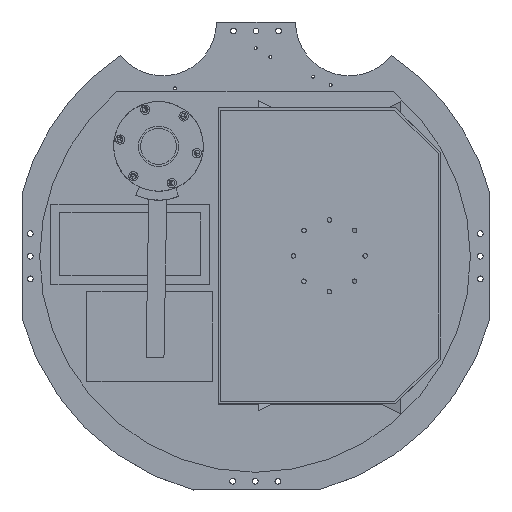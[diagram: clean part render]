
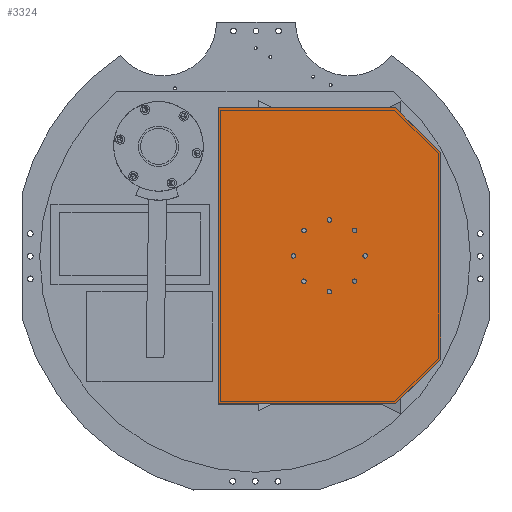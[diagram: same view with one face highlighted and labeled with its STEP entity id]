
A CAD part, top view. The second image highlights one B-rep face of the part: STEP entity #3324.
In plain terms, the highlighted face is planar.
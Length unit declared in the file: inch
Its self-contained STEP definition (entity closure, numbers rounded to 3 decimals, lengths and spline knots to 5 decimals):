
#862=FACE_BOUND('',#5295,.T.);
#863=FACE_BOUND('',#5296,.T.);
#864=FACE_BOUND('',#5297,.T.);
#865=FACE_BOUND('',#5298,.T.);
#866=FACE_BOUND('',#5299,.T.);
#867=FACE_BOUND('',#5300,.T.);
#868=FACE_BOUND('',#5301,.T.);
#869=FACE_BOUND('',#5302,.T.);
#870=FACE_BOUND('',#5303,.T.);
#1923=CIRCLE('',#15753,0.0625);
#1924=CIRCLE('',#15754,0.0625);
#1925=CIRCLE('',#15755,0.0625);
#1926=CIRCLE('',#15756,0.0625);
#1927=CIRCLE('',#15757,0.0625);
#1928=CIRCLE('',#15758,0.0625);
#1929=CIRCLE('',#15759,0.0625);
#1930=CIRCLE('',#15760,0.0625);
#3324=ADVANCED_FACE('',(#862,#863,#864,#865,#866,#867,#868,#869,#870),#4188,
 .F.);
#4188=PLANE('',#15761);
#5295=EDGE_LOOP('',(#6857));
#5296=EDGE_LOOP('',(#6858));
#5297=EDGE_LOOP('',(#6859));
#5298=EDGE_LOOP('',(#6860));
#5299=EDGE_LOOP('',(#6861));
#5300=EDGE_LOOP('',(#6862));
#5301=EDGE_LOOP('',(#6863));
#5302=EDGE_LOOP('',(#6864));
#5303=EDGE_LOOP('',(#6865,#6866,#6867,#6868,#6869,#6870));
#6857=ORIENTED_EDGE('',*,*,#12055,.F.);
#6858=ORIENTED_EDGE('',*,*,#12056,.F.);
#6859=ORIENTED_EDGE('',*,*,#12057,.F.);
#6860=ORIENTED_EDGE('',*,*,#12058,.F.);
#6861=ORIENTED_EDGE('',*,*,#12059,.F.);
#6862=ORIENTED_EDGE('',*,*,#12060,.F.);
#6863=ORIENTED_EDGE('',*,*,#12061,.F.);
#6864=ORIENTED_EDGE('',*,*,#12062,.F.);
#6865=ORIENTED_EDGE('',*,*,#12063,.F.);
#6866=ORIENTED_EDGE('',*,*,#12064,.F.);
#6867=ORIENTED_EDGE('',*,*,#12065,.F.);
#6868=ORIENTED_EDGE('',*,*,#12066,.F.);
#6869=ORIENTED_EDGE('',*,*,#12067,.F.);
#6870=ORIENTED_EDGE('',*,*,#12068,.F.);
#10649=VERTEX_POINT('',#22396);
#10650=VERTEX_POINT('',#22398);
#10651=VERTEX_POINT('',#22400);
#10652=VERTEX_POINT('',#22402);
#10653=VERTEX_POINT('',#22404);
#10654=VERTEX_POINT('',#22406);
#10655=VERTEX_POINT('',#22408);
#10656=VERTEX_POINT('',#22410);
#10657=VERTEX_POINT('',#22412);
#10658=VERTEX_POINT('',#22413);
#10659=VERTEX_POINT('',#22415);
#10660=VERTEX_POINT('',#22417);
#10661=VERTEX_POINT('',#22419);
#10662=VERTEX_POINT('',#22421);
#12055=EDGE_CURVE('',#10649,#10649,#1923,.T.);
#12056=EDGE_CURVE('',#10650,#10650,#1924,.T.);
#12057=EDGE_CURVE('',#10651,#10651,#1925,.T.);
#12058=EDGE_CURVE('',#10652,#10652,#1926,.T.);
#12059=EDGE_CURVE('',#10653,#10653,#1927,.T.);
#12060=EDGE_CURVE('',#10654,#10654,#1928,.T.);
#12061=EDGE_CURVE('',#10655,#10655,#1929,.T.);
#12062=EDGE_CURVE('',#10656,#10656,#1930,.T.);
#12063=EDGE_CURVE('',#10657,#10658,#13991,.T.);
#12064=EDGE_CURVE('',#10659,#10657,#13992,.T.);
#12065=EDGE_CURVE('',#10660,#10659,#13993,.T.);
#12066=EDGE_CURVE('',#10661,#10660,#13994,.T.);
#12067=EDGE_CURVE('',#10662,#10661,#13995,.T.);
#12068=EDGE_CURVE('',#10658,#10662,#13996,.T.);
#13991=LINE('',#22411,#14870);
#13992=LINE('',#22414,#14871);
#13993=LINE('',#22416,#14872);
#13994=LINE('',#22418,#14873);
#13995=LINE('',#22420,#14874);
#13996=LINE('',#22422,#14875);
#14870=VECTOR('',#17823,1.);
#14871=VECTOR('',#17824,1.);
#14872=VECTOR('',#17825,1.);
#14873=VECTOR('',#17826,1.);
#14874=VECTOR('',#17827,1.);
#14875=VECTOR('',#17828,1.);
#15753=AXIS2_PLACEMENT_3D('',#22395,#17807,#17808);
#15754=AXIS2_PLACEMENT_3D('',#22397,#17809,#17810);
#15755=AXIS2_PLACEMENT_3D('',#22399,#17811,#17812);
#15756=AXIS2_PLACEMENT_3D('',#22401,#17813,#17814);
#15757=AXIS2_PLACEMENT_3D('',#22403,#17815,#17816);
#15758=AXIS2_PLACEMENT_3D('',#22405,#17817,#17818);
#15759=AXIS2_PLACEMENT_3D('',#22407,#17819,#17820);
#15760=AXIS2_PLACEMENT_3D('',#22409,#17821,#17822);
#15761=AXIS2_PLACEMENT_3D('',#22423,#17829,#17830);
#17807=DIRECTION('',(-1.,0.,0.));
#17808=DIRECTION('',(0.,0.707,-0.707));
#17809=DIRECTION('',(-1.,0.,0.));
#17810=DIRECTION('',(0.,0.707,-0.707));
#17811=DIRECTION('',(-1.,0.,0.));
#17812=DIRECTION('',(0.,0.707,-0.707));
#17813=DIRECTION('',(-1.,0.,0.));
#17814=DIRECTION('',(0.,0.707,-0.707));
#17815=DIRECTION('',(-1.,0.,0.));
#17816=DIRECTION('',(0.,0.707,-0.707));
#17817=DIRECTION('',(-1.,0.,0.));
#17818=DIRECTION('',(0.,0.707,-0.707));
#17819=DIRECTION('',(-1.,0.,0.));
#17820=DIRECTION('',(0.,0.707,-0.707));
#17821=DIRECTION('',(-1.,0.,0.));
#17822=DIRECTION('',(0.,0.707,-0.707));
#17823=DIRECTION('',(0.,0.707,-0.707));
#17824=DIRECTION('',(0.,0.,-1.));
#17825=DIRECTION('',(0.,-1.,0.));
#17826=DIRECTION('',(0.,0.,1.));
#17827=DIRECTION('',(0.,0.707,0.707));
#17828=DIRECTION('',(0.,1.,0.));
#17829=DIRECTION('',(1.,0.,0.));
#17830=DIRECTION('',(0.,0.,-1.));
#22395=CARTESIAN_POINT('',(0.,0.,1.));
#22396=CARTESIAN_POINT('',(0.,0.04419,0.95581));
#22397=CARTESIAN_POINT('',(0.,-0.70711,0.70711));
#22398=CARTESIAN_POINT('',(0.,-0.66291,0.66291));
#22399=CARTESIAN_POINT('',(0.,-1.,0.));
#22400=CARTESIAN_POINT('',(0.,-0.95581,-0.04419));
#22401=CARTESIAN_POINT('',(0.,-0.70711,-0.70711));
#22402=CARTESIAN_POINT('',(0.,-0.66291,-0.7513));
#22403=CARTESIAN_POINT('',(0.,0.,-1.));
#22404=CARTESIAN_POINT('',(0.,0.04419,-1.04419));
#22405=CARTESIAN_POINT('',(0.,0.70711,-0.70711));
#22406=CARTESIAN_POINT('',(0.,0.7513,-0.7513));
#22407=CARTESIAN_POINT('',(0.,1.,0.));
#22408=CARTESIAN_POINT('',(0.,1.04419,-0.04419));
#22409=CARTESIAN_POINT('',(0.,0.70711,0.70711));
#22410=CARTESIAN_POINT('',(0.,0.7513,0.66291));
#22411=CARTESIAN_POINT('',(0.,-4.125,-1.85));
#22412=CARTESIAN_POINT('',(0.,-4.125,-1.85));
#22413=CARTESIAN_POINT('',(0.,-2.875,-3.1));
#22414=CARTESIAN_POINT('',(0.,-4.125,3.1));
#22415=CARTESIAN_POINT('',(0.,-4.125,3.1));
#22416=CARTESIAN_POINT('',(0.,4.125,3.1));
#22417=CARTESIAN_POINT('',(0.,4.125,3.1));
#22418=CARTESIAN_POINT('',(0.,4.125,-3.1));
#22419=CARTESIAN_POINT('',(0.,4.125,-1.85));
#22420=CARTESIAN_POINT('',(0.,2.875,-3.1));
#22421=CARTESIAN_POINT('',(0.,2.875,-3.1));
#22422=CARTESIAN_POINT('',(0.,-4.125,-3.1));
#22423=CARTESIAN_POINT('',(0.,0.,0.));
